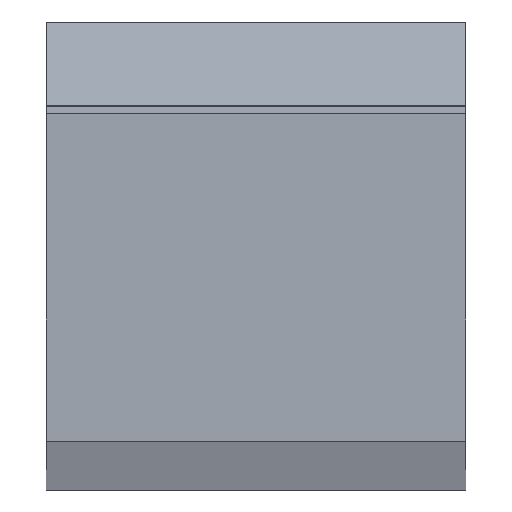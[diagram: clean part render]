
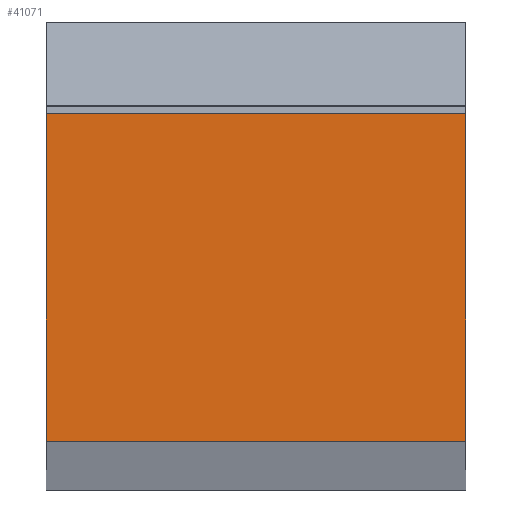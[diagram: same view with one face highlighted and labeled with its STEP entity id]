
A CAD part, top view. The second image highlights one B-rep face of the part: STEP entity #41071.
In plain terms, the highlighted planar face has unit normal (0, 0, 1).
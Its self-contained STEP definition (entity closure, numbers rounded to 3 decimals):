
#15955=DIRECTION('',(0.,1.,-0.006));
#15956=VECTOR('',#15955,11.722);
#15957=CARTESIAN_POINT('',(7.5,-5.85,499.515));
#15958=LINE('',#15957,#15956);
#15962=DIRECTION('',(1.,0.,0.));
#15963=VECTOR('',#15962,15.);
#15964=CARTESIAN_POINT('',(-7.5,-5.85,499.515));
#15965=LINE('',#15964,#15963);
#15969=DIRECTION('',(0.,-1.,0.006));
#15970=VECTOR('',#15969,11.722);
#15971=CARTESIAN_POINT('',(-7.5,5.872,499.446));
#15972=LINE('',#15971,#15970);
#15976=CARTESIAN_POINT('',(-7.5,5.872,499.446));
#15977=CARTESIAN_POINT('',(-2.5,5.872,499.446));
#15978=CARTESIAN_POINT('',(2.5,5.872,499.446));
#15979=CARTESIAN_POINT('',(7.5,5.872,499.446));
#27734=CARTESIAN_POINT('',(-7.5,-5.85,499.515));
#27735=CARTESIAN_POINT('',(7.5,-5.85,499.515));
#27736=VERTEX_POINT('',#27734);
#27737=VERTEX_POINT('',#27735);
#27746=CARTESIAN_POINT('',(7.5,5.872,499.446));
#27747=VERTEX_POINT('',#27746);
#27748=CARTESIAN_POINT('',(-7.5,5.872,499.446));
#27749=VERTEX_POINT('',#27748);
#41059=CARTESIAN_POINT('',(0.,0.,499.515));
#41060=DIRECTION('',(0.,0.,1.));
#41061=DIRECTION('',(1.,0.,0.));
#41062=AXIS2_PLACEMENT_3D('',#41059,#41060,#41061);
#41063=PLANE('',#41062);
#41064=ORIENTED_EDGE('',*,*,#35441,.F.);
#41066=ORIENTED_EDGE('',*,*,#41065,.F.);
#41067=ORIENTED_EDGE('',*,*,#35402,.F.);
#41068=ORIENTED_EDGE('',*,*,#41054,.T.);
#41069=EDGE_LOOP('',(#41064,#41066,#41067,#41068));
#41070=FACE_OUTER_BOUND('',#41069,.F.);
#15980=B_SPLINE_CURVE_WITH_KNOTS('',3,(#15976,#15977,#15978,#15979),
.UNSPECIFIED.,.F.,.F.,(4,4),(0.,1.),.UNSPECIFIED.);
#35402=EDGE_CURVE('',#27749,#27736,#15972,.T.);
#35441=EDGE_CURVE('',#27737,#27747,#15958,.T.);
#41054=EDGE_CURVE('',#27749,#27747,#15980,.T.);
#41065=EDGE_CURVE('',#27736,#27737,#15965,.T.);
#41071=ADVANCED_FACE('',(#41070),#41063,.T.);
